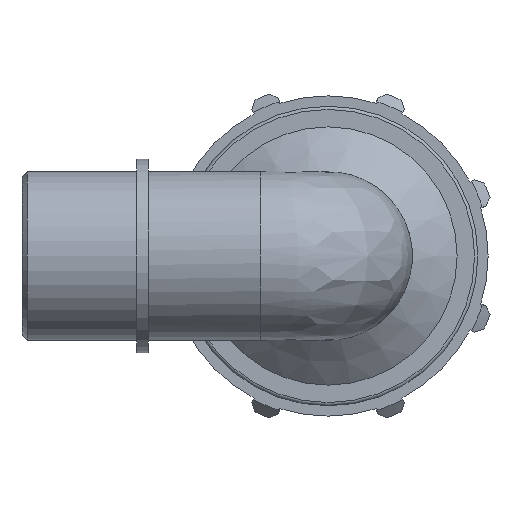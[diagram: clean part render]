
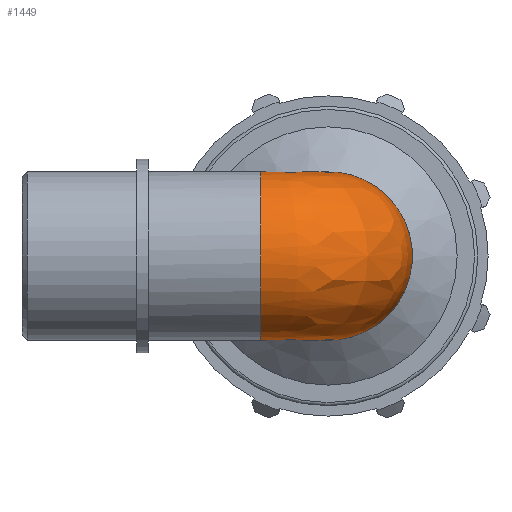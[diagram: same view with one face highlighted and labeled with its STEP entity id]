
A CAD part, left-side view. The second image highlights one B-rep face of the part: STEP entity #1449.
In plain terms, the highlighted free-form (B-spline) face has degree [2, 2] with [9, 3] control points.
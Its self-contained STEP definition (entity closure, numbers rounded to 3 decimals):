
#293=(
BOUNDED_SURFACE()
B_SPLINE_SURFACE(2,2,((#2114,#2115,#2116),(#2117,#2118,#2119),(#2120,#2121,
#2122),(#2123,#2124,#2125),(#2126,#2127,#2128),(#2129,#2130,#2131),(#2132,
#2133,#2134),(#2135,#2136,#2137),(#2138,#2139,#2140)),.UNSPECIFIED.,.F.,
 .F.,.F.)
B_SPLINE_SURFACE_WITH_KNOTS((3,2,2,2,3),(3,3),(-2.498,-1.249,
0.,1.249,2.498),(-3.142,-1.571),
 .UNSPECIFIED.)
GEOMETRIC_REPRESENTATION_ITEM()
RATIONAL_B_SPLINE_SURFACE(((1.,0.707,1.),(0.811,
0.574,0.811),(1.,0.707,1.),(0.811,
0.574,0.811),(1.,0.707,1.),(0.811,
0.574,0.811),(1.,0.707,1.),(0.811,
0.574,0.811),(1.,0.707,1.)))
REPRESENTATION_ITEM('')
SURFACE()
);
#330=FACE_OUTER_BOUND('',#419,.T.);
#419=EDGE_LOOP('',(#945,#946));
#528=CIRCLE('',#1536,13.221);
#532=CIRCLE('',#1542,13.221);
#598=VERTEX_POINT('',#2099);
#599=VERTEX_POINT('',#2100);
#740=EDGE_CURVE('',#598,#599,#528,.T.);
#744=EDGE_CURVE('',#598,#599,#532,.T.);
#945=ORIENTED_EDGE('',*,*,#744,.T.);
#946=ORIENTED_EDGE('',*,*,#740,.F.);
#1449=ADVANCED_FACE('',(#330),#293,.F.);
#1536=AXIS2_PLACEMENT_3D('',#2102,#1695,#1696);
#1542=AXIS2_PLACEMENT_3D('',#2111,#1707,#1708);
#1695=DIRECTION('center_axis',(1.,0.,0.));
#1696=DIRECTION('ref_axis',(0.,-1.,0.));
#1707=DIRECTION('center_axis',(0.,-1.,0.));
#1708=DIRECTION('ref_axis',(-1.,0.,0.));
#2099=CARTESIAN_POINT('',(10.576,10.576,7.932));
#2100=CARTESIAN_POINT('',(10.576,10.576,-7.932));
#2102=CARTESIAN_POINT('Origin',(10.576,0.,0.));
#2111=CARTESIAN_POINT('Origin',(0.,10.576,0.));
#2114=CARTESIAN_POINT('Ctrl Pts',(10.576,10.576,-7.932));
#2115=CARTESIAN_POINT('Ctrl Pts',(10.576,10.576,-7.932));
#2116=CARTESIAN_POINT('Ctrl Pts',(10.576,10.576,-7.932));
#2117=CARTESIAN_POINT('Ctrl Pts',(4.859,10.576,-15.555));
#2118=CARTESIAN_POINT('Ctrl Pts',(4.859,4.859,-15.555));
#2119=CARTESIAN_POINT('Ctrl Pts',(10.576,4.859,-15.555));
#2120=CARTESIAN_POINT('Ctrl Pts',(-4.181,10.576,-12.542));
#2121=CARTESIAN_POINT('Ctrl Pts',(-4.181,-4.181,-12.542));
#2122=CARTESIAN_POINT('Ctrl Pts',(10.576,-4.181,-12.542));
#2123=CARTESIAN_POINT('Ctrl Pts',(-13.221,10.576,-9.529));
#2124=CARTESIAN_POINT('Ctrl Pts',(-13.221,-13.221,-9.529));
#2125=CARTESIAN_POINT('Ctrl Pts',(10.576,-13.221,-9.529));
#2126=CARTESIAN_POINT('Ctrl Pts',(-13.221,10.576,0.));
#2127=CARTESIAN_POINT('Ctrl Pts',(-13.221,-13.221,0.));
#2128=CARTESIAN_POINT('Ctrl Pts',(10.576,-13.221,0.));
#2129=CARTESIAN_POINT('Ctrl Pts',(-13.221,10.576,9.529));
#2130=CARTESIAN_POINT('Ctrl Pts',(-13.221,-13.221,9.529));
#2131=CARTESIAN_POINT('Ctrl Pts',(10.576,-13.221,9.529));
#2132=CARTESIAN_POINT('Ctrl Pts',(-4.181,10.576,12.542));
#2133=CARTESIAN_POINT('Ctrl Pts',(-4.181,-4.181,12.542));
#2134=CARTESIAN_POINT('Ctrl Pts',(10.576,-4.181,12.542));
#2135=CARTESIAN_POINT('Ctrl Pts',(4.859,10.576,15.555));
#2136=CARTESIAN_POINT('Ctrl Pts',(4.859,4.859,15.555));
#2137=CARTESIAN_POINT('Ctrl Pts',(10.576,4.859,15.555));
#2138=CARTESIAN_POINT('Ctrl Pts',(10.576,10.576,7.932));
#2139=CARTESIAN_POINT('Ctrl Pts',(10.576,10.576,7.932));
#2140=CARTESIAN_POINT('Ctrl Pts',(10.576,10.576,7.932));
